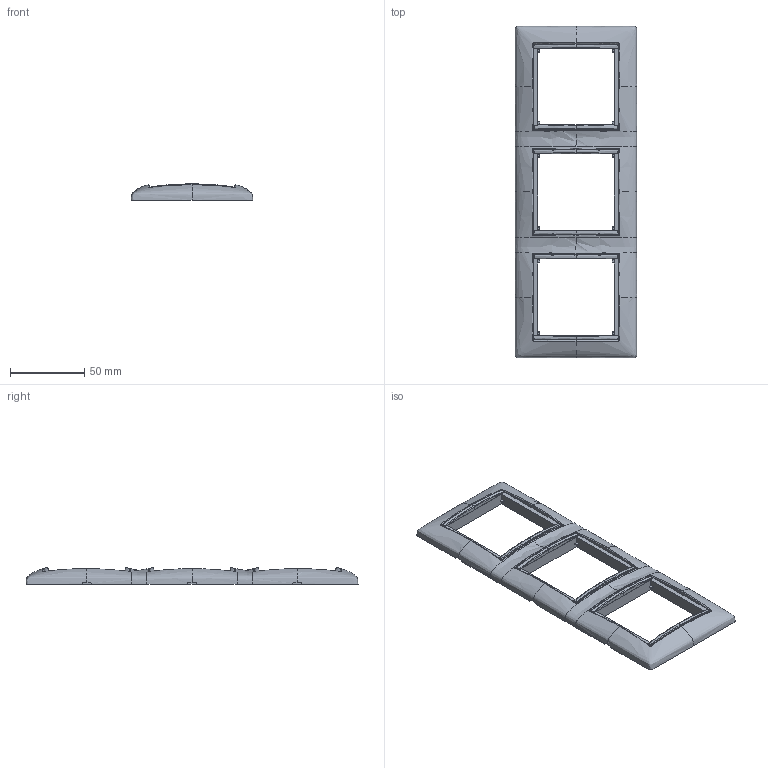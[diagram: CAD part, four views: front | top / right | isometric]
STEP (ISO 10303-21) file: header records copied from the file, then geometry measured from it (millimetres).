
FILE_DESCRIPTION(('STEP AP203'), '1');
FILE_NAME('774453', '2025-06-02T06:18:09', ('lkeadmin'), ('DC1INFRASCCM01'), 'C3D Converter', 'C3D Toolkit', '');
FILE_SCHEMA(('CONFIG_CONTROL_DESIGN'));
Length unit declared in the file: millimetre
Products named in the file (1): БЕИВ.301112.017
Bounding box: 82 x 224 x 11.07 mm (x, y, z)
Volume: 82194.8 mm3; surface area: 31434.8 mm2
Topology: 1 solids, 7 shells, 580 faces, 1549 edges, 977 vertices
Faces by surface type: bspline 276, plane 206, cylinder 86, cone 12
Entity records: 43666 total; most frequent: CARTESIAN_POINT 31875, ORIENTED_EDGE 3074, EDGE_CURVE 1537, DIRECTION 1356, VERTEX_POINT 977, B_SPLINE_CURVE_WITH_KNOTS 823, LINE 594, VECTOR 594
